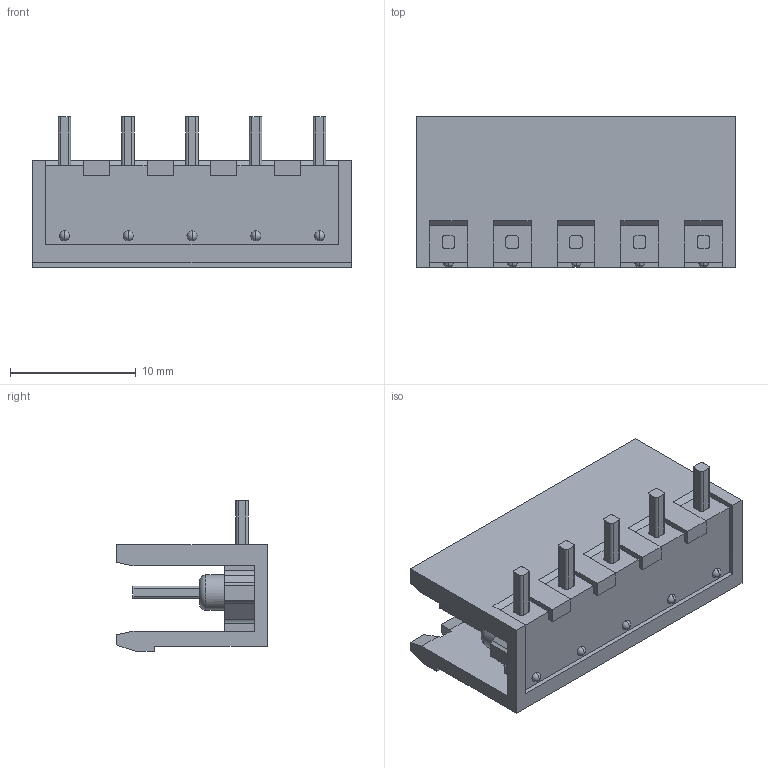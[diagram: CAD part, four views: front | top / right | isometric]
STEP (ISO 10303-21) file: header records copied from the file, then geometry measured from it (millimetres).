
FILE_DESCRIPTION(('STEP AP203'),'1');
FILE_NAME('20020109h053a01lf.stp','2016-03-10T11:48:16',('TraceParts'),('TraceParts S.A.'),'Spatial InterOp 3D',' ',' ');
FILE_SCHEMA(('CONFIG_CONTROL_DESIGN'));
Length unit declared in the file: millimetre
Products named in the file (1): 1
Bounding box: 25.4 x 12 x 11.99 mm (x, y, z)
Volume: 1076.7 mm3; surface area: 2081.1 mm2
Topology: 1 solids, 1 shells, 331 faces, 912 edges, 593 vertices
Faces by surface type: plane 201, cylinder 95, torus 20, sphere 10, cone 5
Entity records: 10551 total; most frequent: CARTESIAN_POINT 1887, DIRECTION 1829, ORIENTED_EDGE 1804, EDGE_CURVE 902, LINE 615, VECTOR 615, AXIS2_PLACEMENT_3D 607, VERTEX_POINT 593
